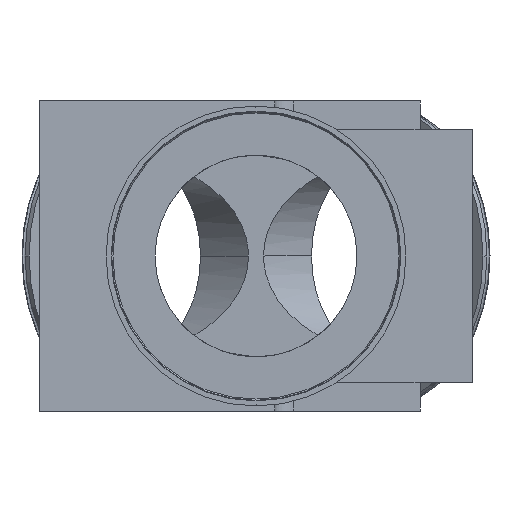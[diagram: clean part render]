
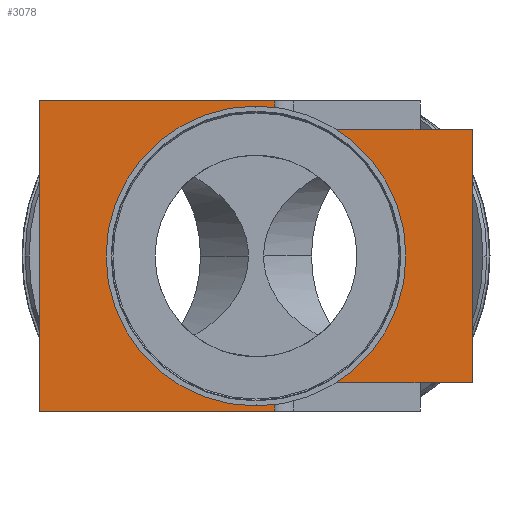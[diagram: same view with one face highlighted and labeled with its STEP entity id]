
A CAD part, left-side view. The second image highlights one B-rep face of the part: STEP entity #3078.
In plain terms, the highlighted planar face has unit normal (-1, 0, 0).
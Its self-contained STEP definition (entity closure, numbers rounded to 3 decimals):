
#1477=CARTESIAN_POINT('POINT117',(-1.905,-4.285,5.239
   ));
#1478=VERTEX_POINT('VERTEX117',#1477);
#1486=CARTESIAN_POINT('POINT118',(-1.905,4.285,
   5.239));
#1487=VERTEX_POINT('VERTEX118',#1486);
#1494=CARTESIAN_POINT('POS139',(-1.905,0.,5.239));
#1495=DIRECTION('DIR251',(-1.,0.,0.));
#1496=DIRECTION('DIR252',(0.,-1.,0.));
#1497=AXIS2_PLACEMENT_3D('AXIS113',#1494,#1495,#1496);
#1498=CIRCLE('ELLIPSE69',#1497,4.285);
#1499=EDGE_CURVE('EDGE153',#1478,#1487,#1498,.F.);
#1510=EDGE_CURVE('EDGE154',#1487,#1478,#1498,.F.);
#2558=CARTESIAN_POINT('POINT173',(-1.905,-0.635,10.478));
#2559=VERTEX_POINT('VERTEX173',#2558);
#2560=CARTESIAN_POINT('POINT174',(-1.905,-0.635,9.525));
#2561=VERTEX_POINT('VERTEX174',#2560);
#2562=CARTESIAN_POINT('POS248',(-1.905,-0.635,5.239));
#2563=DIRECTION('DIR423',(0.,0.,-1.));
#2564=VECTOR('VEC73',#2563,1.);
#2565=LINE('STRAIGHT73',#2562,#2564);
#2566=EDGE_CURVE('EDGE255',#2559,#2561,#2565,.T.);
#2927=CARTESIAN_POINT('POINT195',(-1.905,-0.635,0.953));
#2928=VERTEX_POINT('VERTEX195',#2927);
#2935=CARTESIAN_POINT('POINT196',(-1.905,-0.635,0.));
#2936=VERTEX_POINT('VERTEX196',#2935);
#2937=CARTESIAN_POINT('POS286',(-1.905,-0.635,0.));
#2938=DIRECTION('DIR480',(0.,0.,-1.));
#2939=VECTOR('VEC92',#2938,1.);
#2940=LINE('STRAIGHT92',#2937,#2939);
#2941=EDGE_CURVE('EDGE292',#2936,#2928,#2940,.F.);
#2990=CARTESIAN_POINT('POINT199',(-1.905,7.303,0.));
#2991=VERTEX_POINT('VERTEX199',#2990);
#2992=CARTESIAN_POINT('POINT200',(-1.905,7.303,10.478))
   ;
#2993=VERTEX_POINT('VERTEX200',#2992);
#2994=CARTESIAN_POINT('POS293',(-1.905,7.303,0.));
#2995=DIRECTION('DIR491',(0.,0.,-1.));
#2996=VECTOR('VEC95',#2995,1.);
#2997=LINE('STRAIGHT95',#2994,#2996);
#2998=EDGE_CURVE('EDGE297',#2991,#2993,#2997,.F.);
#3030=CARTESIAN_POINT('POINT203',(-1.905,-7.303,0.953));
#3031=VERTEX_POINT('VERTEX203',#3030);
#3032=CARTESIAN_POINT('POS298',(-1.905,3.651,0.953));
#3033=DIRECTION('DIR497',(0.,-1.,0.));
#3034=VECTOR('VEC99',#3033,1.);
#3035=LINE('STRAIGHT99',#3032,#3034);
#3036=EDGE_CURVE('EDGE301',#2928,#3031,#3035,.T.);
#3037=ORIENTED_EDGE('COEDGE519',*,*,#3036,.T.);
#3038=CARTESIAN_POINT('POINT204',(-1.905,-7.303,9.525));
#3039=VERTEX_POINT('VERTEX204',#3038);
#3040=CARTESIAN_POINT('POS299',(-1.905,-7.303,0.));
#3041=DIRECTION('DIR498',(0.,0.,1.));
#3042=VECTOR('VEC100',#3041,1.);
#3043=LINE('STRAIGHT100',#3040,#3042);
#3044=EDGE_CURVE('EDGE302',#3031,#3039,#3043,.T.);
#3045=ORIENTED_EDGE('COEDGE520',*,*,#3044,.T.);
#3046=CARTESIAN_POINT('POS300',(-1.905,3.651,9.525));
#3047=DIRECTION('DIR499',(0.,1.,0.));
#3048=VECTOR('VEC101',#3047,1.);
#3049=LINE('STRAIGHT101',#3046,#3048);
#3050=EDGE_CURVE('EDGE303',#2561,#3039,#3049,.F.);
#3051=ORIENTED_EDGE('COEDGE521',*,*,#3050,.F.);
#3052=ORIENTED_EDGE('COEDGE522',*,*,#2566,.F.);
#3053=CARTESIAN_POINT('POS301',(-1.905,3.651,10.478));
#3054=DIRECTION('DIR500',(0.,-1.,0.));
#3055=VECTOR('VEC102',#3054,1.);
#3056=LINE('STRAIGHT102',#3053,#3055);
#3057=EDGE_CURVE('EDGE304',#2993,#2559,#3056,.T.);
#3058=ORIENTED_EDGE('COEDGE523',*,*,#3057,.F.);
#3059=ORIENTED_EDGE('COEDGE524',*,*,#2998,.F.);
#3060=CARTESIAN_POINT('POS302',(-1.905,3.651,0.));
#3061=DIRECTION('DIR501',(0.,-1.,0.));
#3062=VECTOR('VEC103',#3061,1.);
#3063=LINE('STRAIGHT103',#3060,#3062);
#3064=EDGE_CURVE('EDGE305',#2991,#2936,#3063,.T.);
#3065=ORIENTED_EDGE('COEDGE525',*,*,#3064,.T.);
#3066=ORIENTED_EDGE('COEDGE526',*,*,#2941,.T.);
#3067=EDGE_LOOP('NONE',(#3037,#3045,#3051,#3052,#3058,#3059,#3065,#3066)
   );
#3068=FACE_BOUND('LOOP1',#3067,.T.);
#3069=ORIENTED_EDGE('COEDGE527',*,*,#1510,.T.);
#3070=ORIENTED_EDGE('COEDGE528',*,*,#1499,.T.);
#3071=EDGE_LOOP('NONE',(#3069,#3070));
#3072=FACE_BOUND('LOOP1',#3071,.T.);
#3073=CARTESIAN_POINT('POS303',(-1.905,7.303,0.));
#3074=DIRECTION('DIR502',(-1.,0.,0.));
#3075=DIRECTION('DIR503',(0.,1.,0.));
#3076=AXIS2_PLACEMENT_3D('AXIS200',#3073,#3074,#3075);
#3077=PLANE('PLANE43',#3076);
#3078=ADVANCED_FACE('FACE133',(#3068,#3072),#3077,.T.);
